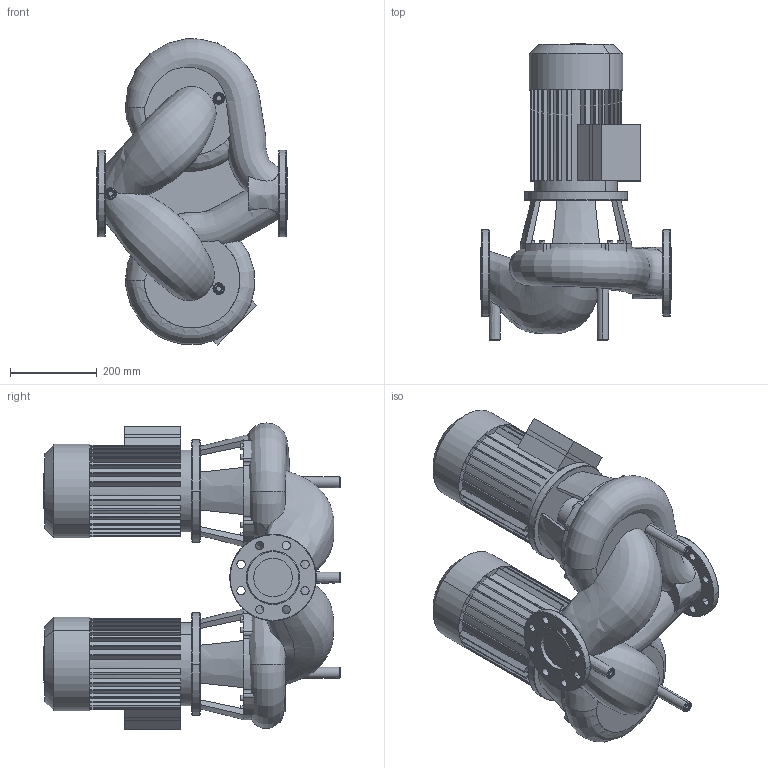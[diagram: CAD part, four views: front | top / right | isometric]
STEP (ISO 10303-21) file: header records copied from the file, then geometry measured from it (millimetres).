
FILE_DESCRIPTION((''),'2;1');
FILE_NAME('3d_DL80_170-2_2_4-2120965.stp','2016-05-24T12:40:41',(''),(''),'Mechanical Desktop 2009','Mechanical Desktop 2009',', , ');
FILE_SCHEMA(('CONFIG_CONTROL_DESIGN'));
Length unit declared in the file: millimetre
Products named in the file (1): Product
Bounding box: 440 x 684.5 x 707.3 mm (x, y, z)
Volume: 55798397.4 mm3; surface area: 2540266.3 mm2
Topology: 17 solids, 17 shells, 689 faces, 1875 edges, 1243 vertices
Faces by surface type: bspline 293, plane 218, cylinder 160, cone 14, torus 4
Entity records: 44281 total; most frequent: CARTESIAN_POINT 27371, ORIENTED_EDGE 3742, DIRECTION 3114, EDGE_CURVE 1871, VERTEX_POINT 1241, VECTOR 1040, LINE 1040, AXIS2_PLACEMENT_3D 1037
